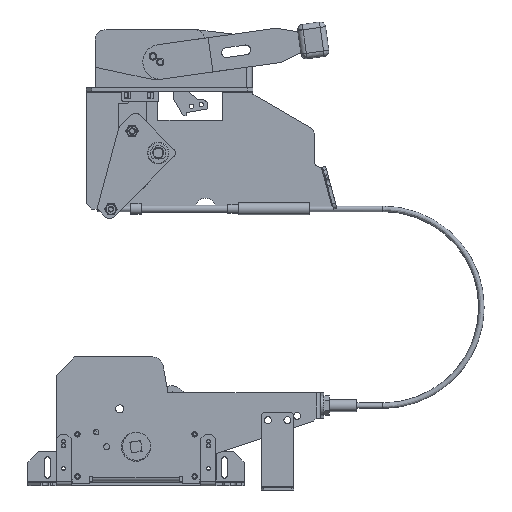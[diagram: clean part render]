
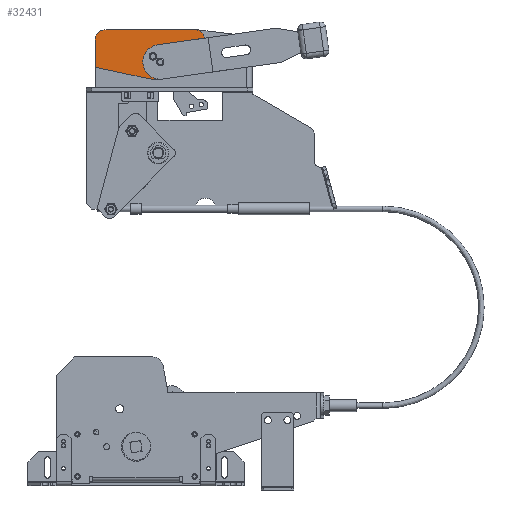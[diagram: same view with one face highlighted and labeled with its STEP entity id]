
A CAD part, front view. The second image highlights one B-rep face of the part: STEP entity #32431.
In plain terms, the highlighted planar face has unit normal (0, -1, 0).
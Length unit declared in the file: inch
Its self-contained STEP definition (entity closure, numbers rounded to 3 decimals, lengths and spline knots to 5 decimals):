
#20 = DIRECTION ( 'NONE',  ( 0., 0., -1. ) ) ;
#70 = EDGE_CURVE ( 'NONE', #14459, #25765, #31594, .T. ) ;
#186 = EDGE_CURVE ( 'NONE', #25765, #17854, #1189, .T. ) ;
#395 = EDGE_CURVE ( 'NONE', #17854, #21414, #9408, .T. ) ;
#487 = EDGE_CURVE ( 'NONE', #7013, #11927, #31189, .T. ) ;
#751 = EDGE_CURVE ( 'NONE', #11927, #34118, #3809, .T. ) ;
#1020 = EDGE_CURVE ( 'NONE', #34118, #5960, #24104, .T. ) ;
#1189 = LINE ( 'NONE', #3275, #14869 ) ;
#1295 = EDGE_CURVE ( 'NONE', #5960, #33711, #24493, .T. ) ;
#1440 = EDGE_CURVE ( 'NONE', #33711, #14459, #3088, .T. ) ;
#1544 = EDGE_CURVE ( 'NONE', #7889, #2255, #7817, .T. ) ;
#1559 = CARTESIAN_POINT ( 'NONE',  ( 3.03793, -1.57284, 16.18078 ) ) ;
#1696 = EDGE_CURVE ( 'NONE', #32645, #15086, #10794, .T. ) ;
#2114 = VECTOR ( 'NONE', #15814, 39.37008 ) ;
#2255 = VERTEX_POINT ( 'NONE', #7323 ) ;
#2258 = DIRECTION ( 'NONE',  ( 0., 1., 0. ) ) ;
#2303 = DIRECTION ( 'NONE',  ( 0., 0., -1. ) ) ;
#2376 = CARTESIAN_POINT ( 'NONE',  ( 4.43495, -1.57284, 16.9901 ) ) ;
#2526 = ORIENTED_EDGE ( 'NONE', *, *, #1295, .F. ) ;
#2987 = CARTESIAN_POINT ( 'NONE',  ( 4.84102, -1.57284, 15.79808 ) ) ;
#3088 = LINE ( 'NONE', #16496, #17575 ) ;
#3095 = CARTESIAN_POINT ( 'NONE',  ( 3.19388, -1.57284, 16.2027 ) ) ;
#3275 = CARTESIAN_POINT ( 'NONE',  ( 4.82482, -1.57284, 17.04489 ) ) ;
#3323 = ORIENTED_EDGE ( 'NONE', *, *, #186, .F. ) ;
#3361 = DIRECTION ( 'NONE',  ( 0.139, 0., -0.99 ) ) ;
#3809 = LINE ( 'NONE', #28489, #10245 ) ;
#4358 = DIRECTION ( 'NONE',  ( 0., 0., -1. ) ) ;
#4572 = CIRCLE ( 'NONE', #13332, 0.1378 ) ;
#4667 = CARTESIAN_POINT ( 'NONE',  ( 4.43495, -1.57284, 17.3838 ) ) ;
#4945 = ORIENTED_EDGE ( 'NONE', *, *, #487, .F. ) ;
#5292 = AXIS2_PLACEMENT_3D ( 'NONE', #24820, #8694, #27478 ) ;
#5862 = DIRECTION ( 'NONE',  ( 0., 0., -1. ) ) ;
#5960 = VERTEX_POINT ( 'NONE', #24087 ) ;
#6363 = CIRCLE ( 'NONE', #14199, 0.1378 ) ;
#6929 = AXIS2_PLACEMENT_3D ( 'NONE', #1559, #20619, #4358 ) ;
#7013 = VERTEX_POINT ( 'NONE', #21485 ) ;
#7323 = CARTESIAN_POINT ( 'NONE',  ( 3.19388, -1.57284, 16.34049 ) ) ;
#7817 = CIRCLE ( 'NONE', #17358, 0.1378 ) ;
#7889 = VERTEX_POINT ( 'NONE', #15625 ) ;
#8357 = CARTESIAN_POINT ( 'NONE',  ( 2.92708, -1.57284, 16.54154 ) ) ;
#8488 = CARTESIAN_POINT ( 'NONE',  ( 0.83167, -1.57284, 15.79808 ) ) ;
#8694 = DIRECTION ( 'NONE',  ( 0., 1., 0. ) ) ;
#8984 = CARTESIAN_POINT ( 'NONE',  ( 4.82482, -1.57284, 17.04489 ) ) ;
#9380 = DIRECTION ( 'NONE',  ( -0.978, 0., 0.208 ) ) ;
#9406 = AXIS2_PLACEMENT_3D ( 'NONE', #12810, #31493, #15505 ) ;
#9408 = LINE ( 'NONE', #18867, #2114 ) ;
#10245 = VECTOR ( 'NONE', #9380, 39.37008 ) ;
#10794 = CIRCLE ( 'NONE', #9406, 0.1378 ) ;
#11279 = ORIENTED_EDGE ( 'NONE', *, *, #1020, .F. ) ;
#11387 = DIRECTION ( 'NONE',  ( 0., 0., 1. ) ) ;
#11729 = ORIENTED_EDGE ( 'NONE', *, *, #14678, .F. ) ;
#11927 = VERTEX_POINT ( 'NONE', #15756 ) ;
#12116 = FACE_BOUND ( 'NONE', #34128, .T. ) ;
#12226 = ORIENTED_EDGE ( 'NONE', *, *, #1440, .F. ) ;
#12477 = ORIENTED_EDGE ( 'NONE', *, *, #70, .F. ) ;
#12810 = CARTESIAN_POINT ( 'NONE',  ( 2.92708, -1.57284, 16.40374 ) ) ;
#13309 = CARTESIAN_POINT ( 'NONE',  ( 4.99697, -1.57284, 15.81999 ) ) ;
#13332 = AXIS2_PLACEMENT_3D ( 'NONE', #3095, #22058, #5862 ) ;
#13819 = EDGE_CURVE ( 'NONE', #15086, #32645, #6363, .T. ) ;
#14199 = AXIS2_PLACEMENT_3D ( 'NONE', #31412, #15423, #34127 ) ;
#14256 = DIRECTION ( 'NONE',  ( 0., -1., 0. ) ) ;
#14459 = VERTEX_POINT ( 'NONE', #4667 ) ;
#14678 = EDGE_CURVE ( 'NONE', #2255, #7889, #4572, .T. ) ;
#14869 = VECTOR ( 'NONE', #3361, 39.37008 ) ;
#15086 = VERTEX_POINT ( 'NONE', #8357 ) ;
#15167 = CIRCLE ( 'NONE', #6929, 0.62992 ) ;
#15336 = EDGE_CURVE ( 'NONE', #21414, #7013, #15167, .T. ) ;
#15423 = DIRECTION ( 'NONE',  ( 0., -1., 0. ) ) ;
#15505 = DIRECTION ( 'NONE',  ( 0., 0., -1. ) ) ;
#15574 = CARTESIAN_POINT ( 'NONE',  ( 0.83167, -1.57284, 16.00574 ) ) ;
#15625 = CARTESIAN_POINT ( 'NONE',  ( 3.19388, -1.57284, 16.0649 ) ) ;
#15756 = CARTESIAN_POINT ( 'NONE',  ( 2.90696, -1.57284, 15.56462 ) ) ;
#15814 = DIRECTION ( 'NONE',  ( -0.99, 0., -0.139 ) ) ;
#16415 = DIRECTION ( 'NONE',  ( 0., 1., 0. ) ) ;
#16496 = CARTESIAN_POINT ( 'NONE',  ( 4.84102, -1.57284, 17.3838 ) ) ;
#17210 = ORIENTED_EDGE ( 'NONE', *, *, #751, .F. ) ;
#17358 = AXIS2_PLACEMENT_3D ( 'NONE', #30243, #14256, #32953 ) ;
#17489 = EDGE_LOOP ( 'NONE', ( #2526, #11279, #17210, #4945, #17603, #21985, #3323, #12477, #12226 ) ) ;
#17575 = VECTOR ( 'NONE', #19216, 39.37008 ) ;
#17603 = ORIENTED_EDGE ( 'NONE', *, *, #15336, .F. ) ;
#17770 = AXIS2_PLACEMENT_3D ( 'NONE', #2376, #2258, #2303 ) ;
#17854 = VERTEX_POINT ( 'NONE', #13309 ) ;
#17896 = EDGE_LOOP ( 'NONE', ( #21501, #11729 ) ) ;
#18229 = AXIS2_PLACEMENT_3D ( 'NONE', #32400, #16415, #20 ) ;
#18867 = CARTESIAN_POINT ( 'NONE',  ( 4.99697, -1.57284, 15.81999 ) ) ;
#19216 = DIRECTION ( 'NONE',  ( 1., 0., 0. ) ) ;
#19388 = DIRECTION ( 'NONE',  ( 0., 0., 1. ) ) ;
#19410 = PLANE ( 'NONE',  #22525 ) ;
#20531 = CARTESIAN_POINT ( 'NONE',  ( 2.92708, -1.57284, 16.26595 ) ) ;
#20619 = DIRECTION ( 'NONE',  ( 0., 1., 0. ) ) ;
#21414 = VERTEX_POINT ( 'NONE', #34537 ) ;
#21485 = CARTESIAN_POINT ( 'NONE',  ( 3.03793, -1.57284, 15.55086 ) ) ;
#21501 = ORIENTED_EDGE ( 'NONE', *, *, #1544, .F. ) ;
#21985 = ORIENTED_EDGE ( 'NONE', *, *, #395, .F. ) ;
#22058 = DIRECTION ( 'NONE',  ( 0., -1., 0. ) ) ;
#22525 = AXIS2_PLACEMENT_3D ( 'NONE', #2987, #27420, #11387 ) ;
#23243 = VECTOR ( 'NONE', #19388, 39.37008 ) ;
#24087 = CARTESIAN_POINT ( 'NONE',  ( 0.83167, -1.57284, 16.9901 ) ) ;
#24104 = LINE ( 'NONE', #8488, #23243 ) ;
#24493 = CIRCLE ( 'NONE', #5292, 0.3937 ) ;
#24820 = CARTESIAN_POINT ( 'NONE',  ( 1.22537, -1.57284, 16.9901 ) ) ;
#25529 = FACE_OUTER_BOUND ( 'NONE', #17489, .T. ) ;
#25732 = ORIENTED_EDGE ( 'NONE', *, *, #1696, .F. ) ;
#25765 = VERTEX_POINT ( 'NONE', #8984 ) ;
#27205 = FACE_BOUND ( 'NONE', #17896, .T. ) ;
#27420 = DIRECTION ( 'NONE',  ( 0., 1., 0. ) ) ;
#27478 = DIRECTION ( 'NONE',  ( 0., 0., 1. ) ) ;
#28489 = CARTESIAN_POINT ( 'NONE',  ( 2.90696, -1.57284, 15.56462 ) ) ;
#30243 = CARTESIAN_POINT ( 'NONE',  ( 3.19388, -1.57284, 16.2027 ) ) ;
#31189 = CIRCLE ( 'NONE', #18229, 0.62992 ) ;
#31412 = CARTESIAN_POINT ( 'NONE',  ( 2.92708, -1.57284, 16.40374 ) ) ;
#31493 = DIRECTION ( 'NONE',  ( 0., -1., 0. ) ) ;
#31594 = CIRCLE ( 'NONE', #17770, 0.3937 ) ;
#32008 = ORIENTED_EDGE ( 'NONE', *, *, #13819, .F. ) ;
#32338 = CARTESIAN_POINT ( 'NONE',  ( 1.22537, -1.57284, 17.3838 ) ) ;
#32400 = CARTESIAN_POINT ( 'NONE',  ( 3.03793, -1.57284, 16.18078 ) ) ;
#32431 = ADVANCED_FACE ( 'NONE', ( #12116, #27205, #25529 ), #19410, .F. ) ;
#32645 = VERTEX_POINT ( 'NONE', #20531 ) ;
#32953 = DIRECTION ( 'NONE',  ( 0., 0., -1. ) ) ;
#33711 = VERTEX_POINT ( 'NONE', #32338 ) ;
#34118 = VERTEX_POINT ( 'NONE', #15574 ) ;
#34127 = DIRECTION ( 'NONE',  ( 0., 0., -1. ) ) ;
#34128 = EDGE_LOOP ( 'NONE', ( #25732, #32008 ) ) ;
#34537 = CARTESIAN_POINT ( 'NONE',  ( 3.1256, -1.57284, 15.55699 ) ) ;
